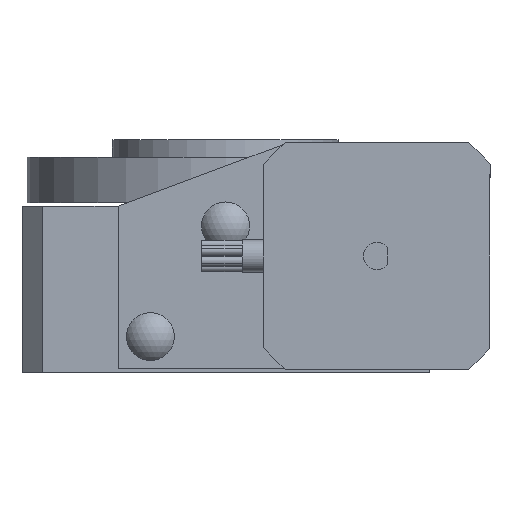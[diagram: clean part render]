
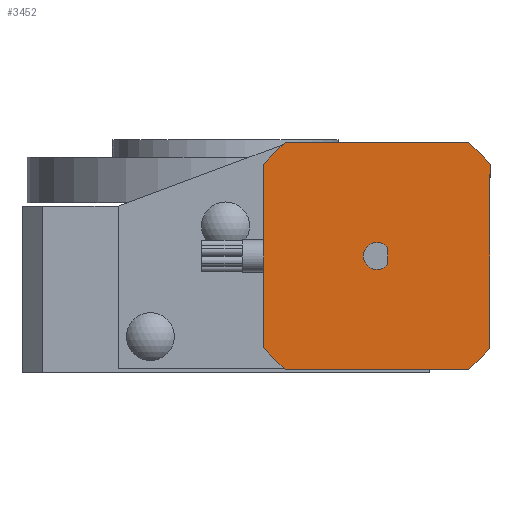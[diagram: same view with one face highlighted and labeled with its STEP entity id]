
A CAD part, front view. The second image highlights one B-rep face of the part: STEP entity #3452.
In plain terms, the highlighted face is planar.
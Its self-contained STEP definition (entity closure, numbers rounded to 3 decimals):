
#333=PLANE('',#3769);
#493=CIRCLE('',#3768,27.);
#494=CIRCLE('',#3770,2.5);
#795=VERTEX_POINT('',#5450);
#796=VERTEX_POINT('',#5452);
#797=VERTEX_POINT('',#5454);
#798=VERTEX_POINT('',#5455);
#799=VERTEX_POINT('',#5457);
#800=VERTEX_POINT('',#5458);
#801=VERTEX_POINT('',#5460);
#802=VERTEX_POINT('',#5461);
#803=VERTEX_POINT('',#5465);
#804=VERTEX_POINT('',#5466);
#805=VERTEX_POINT('',#5468);
#1048=VECTOR('',#4571,1.);
#1049=VECTOR('',#4572,1.);
#1050=VECTOR('',#4573,1.);
#1051=VECTOR('',#4574,1.);
#1052=VECTOR('',#4576,1.);
#1296=LINE('',#5453,#1048);
#1297=LINE('',#5456,#1049);
#1298=LINE('',#5459,#1050);
#1299=LINE('',#5462,#1051);
#1300=LINE('',#5464,#1052);
#1757=EDGE_CURVE('',#795,#796,#493,.T.);
#1759=EDGE_CURVE('',#797,#796,#1296,.T.);
#1761=EDGE_CURVE('',#797,#798,#493,.T.);
#1763=EDGE_CURVE('',#799,#798,#1297,.T.);
#1765=EDGE_CURVE('',#799,#800,#493,.T.);
#1767=EDGE_CURVE('',#801,#800,#1298,.T.);
#1769=EDGE_CURVE('',#801,#802,#493,.T.);
#1771=EDGE_CURVE('',#795,#802,#1299,.T.);
#1772=EDGE_CURVE('',#803,#804,#1300,.T.);
#1773=EDGE_CURVE('',#804,#805,#494,.T.);
#1774=EDGE_CURVE('',#805,#803,#494,.T.);
#2707=ORIENTED_EDGE('',*,*,#1771,.T.);
#2708=ORIENTED_EDGE('',*,*,#1769,.F.);
#2709=ORIENTED_EDGE('',*,*,#1767,.T.);
#2710=ORIENTED_EDGE('',*,*,#1765,.F.);
#2711=ORIENTED_EDGE('',*,*,#1763,.T.);
#2712=ORIENTED_EDGE('',*,*,#1761,.F.);
#2713=ORIENTED_EDGE('',*,*,#1759,.T.);
#2714=ORIENTED_EDGE('',*,*,#1757,.F.);
#2715=ORIENTED_EDGE('',*,*,#1772,.T.);
#2716=ORIENTED_EDGE('',*,*,#1773,.T.);
#2717=ORIENTED_EDGE('',*,*,#1774,.T.);
#2988=EDGE_LOOP('',(#2707,#2708,#2709,#2710,#2711,#2712,#2713,#2714));
#2989=EDGE_LOOP('',(#2715,#2716,#2717));
#3249=FACE_BOUND('',#2988,.T.);
#3250=FACE_BOUND('',#2989,.T.);
#3452=ADVANCED_FACE('',(#3249,#3250),#333,.T.);
#3768=AXIS2_PLACEMENT_3D('',#5451,#4569,#4570);
#3769=AXIS2_PLACEMENT_3D('',#5463,#4575,$);
#3770=AXIS2_PLACEMENT_3D('',#5467,#4577,#4578);
#4569=DIRECTION('',(0.,-1.,0.));
#4570=DIRECTION('',(27.,0.,0.));
#4571=DIRECTION('',(0.,0.,1.));
#4572=DIRECTION('',(-1.,0.,0.));
#4573=DIRECTION('',(0.,0.,-1.));
#4574=DIRECTION('',(1.,0.,0.));
#4575=DIRECTION('',(0.,1.,0.));
#4576=DIRECTION('',(-1.,0.,0.));
#4577=DIRECTION('',(0.,-1.,0.));
#4578=DIRECTION('',(0.,0.,-2.5));
#5450=CARTESIAN_POINT('',(-16.971,47.,21.));
#5451=CARTESIAN_POINT('',(0.,47.,0.));
#5452=CARTESIAN_POINT('',(-21.,47.,16.971));
#5453=CARTESIAN_POINT('',(-21.,47.,0.));
#5454=CARTESIAN_POINT('',(-21.,47.,-16.971));
#5455=CARTESIAN_POINT('',(-16.971,47.,-21.));
#5456=CARTESIAN_POINT('',(6.75,47.,-21.));
#5457=CARTESIAN_POINT('',(16.971,47.,-21.));
#5458=CARTESIAN_POINT('',(21.,47.,-16.971));
#5459=CARTESIAN_POINT('',(21.,47.,0.));
#5460=CARTESIAN_POINT('',(21.,47.,16.971));
#5461=CARTESIAN_POINT('',(16.971,47.,21.));
#5462=CARTESIAN_POINT('',(6.75,47.,21.));
#5463=CARTESIAN_POINT('',(13.5,47.,0.));
#5464=CARTESIAN_POINT('',(0.,47.,2.));
#5465=CARTESIAN_POINT('',(1.5,47.,2.));
#5466=CARTESIAN_POINT('',(-1.5,47.,2.));
#5467=CARTESIAN_POINT('',(0.,47.,0.));
#5468=CARTESIAN_POINT('',(0.,47.,-2.5));
